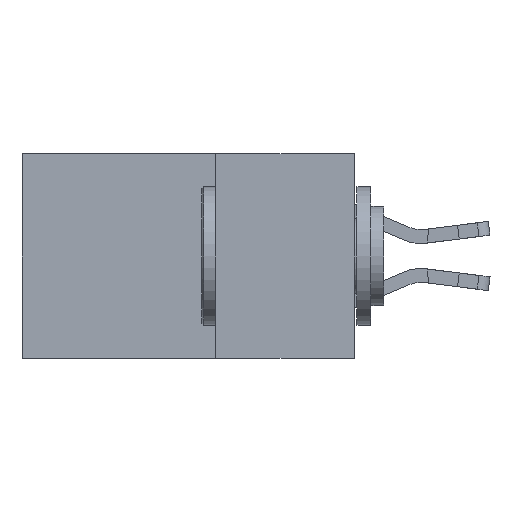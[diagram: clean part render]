
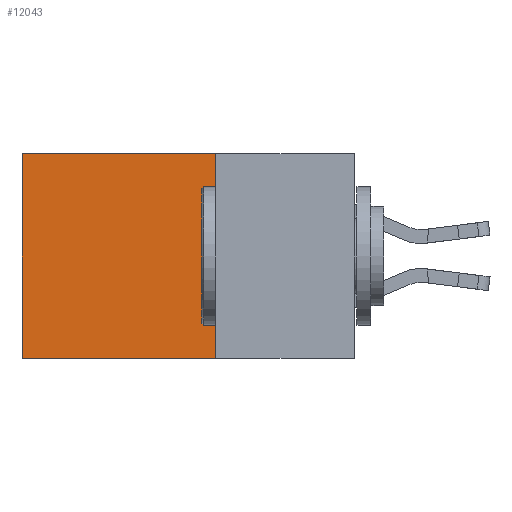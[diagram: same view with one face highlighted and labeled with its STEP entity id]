
A CAD part, left-side view. The second image highlights one B-rep face of the part: STEP entity #12043.
In plain terms, the highlighted planar face has unit normal (-1, 0, 0).
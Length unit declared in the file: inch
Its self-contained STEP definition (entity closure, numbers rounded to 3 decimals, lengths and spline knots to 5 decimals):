
#296 = ORIENTED_EDGE ( 'NONE', *, *, #11424, .F. ) ;
#514 = FACE_OUTER_BOUND ( 'NONE', #2646, .T. ) ;
#522 = CARTESIAN_POINT ( 'NONE',  ( 0.2615, 0.25, 0. ) ) ;
#821 = AXIS2_PLACEMENT_3D ( 'NONE', #8855, #8597, #8505 ) ;
#946 = ORIENTED_EDGE ( 'NONE', *, *, #13575, .F. ) ;
#1524 = EDGE_CURVE ( 'NONE', #6242, #5612, #15511, .T. ) ;
#2078 = DIRECTION ( 'NONE',  ( 0., 0., -1. ) ) ;
#2426 = CARTESIAN_POINT ( 'NONE',  ( 0.2615, 0.6, -0.37 ) ) ;
#2552 = VECTOR ( 'NONE', #11746, 39.37008 ) ;
#2646 = EDGE_LOOP ( 'NONE', ( #4998, #946, #296, #13103 ) ) ;
#2962 = CARTESIAN_POINT ( 'NONE',  ( 0.2615, 0.25, -0.37 ) ) ;
#3001 = DIRECTION ( 'NONE',  ( 0., 0., -1. ) ) ;
#3156 = CARTESIAN_POINT ( 'NONE',  ( 0.2615, 0.25, -0.37 ) ) ;
#3297 = VERTEX_POINT ( 'NONE', #6932 ) ;
#3351 = LINE ( 'NONE', #3156, #5898 ) ;
#3629 = EDGE_CURVE ( 'NONE', #5612, #3297, #8181, .T. ) ;
#4998 = ORIENTED_EDGE ( 'NONE', *, *, #3629, .T. ) ;
#5612 = VERTEX_POINT ( 'NONE', #5706 ) ;
#5706 = CARTESIAN_POINT ( 'NONE',  ( 0.2615, 0.6, 0. ) ) ;
#5895 = VECTOR ( 'NONE', #8282, 39.37008 ) ;
#5898 = VECTOR ( 'NONE', #3001, 39.37008 ) ;
#6242 = VERTEX_POINT ( 'NONE', #522 ) ;
#6932 = CARTESIAN_POINT ( 'NONE',  ( 0.2615, 0.6, -0.37 ) ) ;
#8013 = LINE ( 'NONE', #11573, #2552 ) ;
#8181 = LINE ( 'NONE', #2426, #14618 ) ;
#8282 = DIRECTION ( 'NONE',  ( 0., 1., 0. ) ) ;
#8505 = DIRECTION ( 'NONE',  ( 0., 0., -1. ) ) ;
#8597 = DIRECTION ( 'NONE',  ( 1., 0., 0. ) ) ;
#8771 = PLANE ( 'NONE',  #821 ) ;
#8855 = CARTESIAN_POINT ( 'NONE',  ( 0.2615, 0.25, -0.37 ) ) ;
#11424 = EDGE_CURVE ( 'NONE', #6242, #13007, #3351, .T. ) ;
#11573 = CARTESIAN_POINT ( 'NONE',  ( 0.2615, 0.25, -0.37 ) ) ;
#11746 = DIRECTION ( 'NONE',  ( 0., 1., 0. ) ) ;
#12043 = ADVANCED_FACE ( 'NONE', ( #514 ), #8771, .F. ) ;
#13007 = VERTEX_POINT ( 'NONE', #2962 ) ;
#13103 = ORIENTED_EDGE ( 'NONE', *, *, #1524, .T. ) ;
#13575 = EDGE_CURVE ( 'NONE', #13007, #3297, #8013, .T. ) ;
#13948 = CARTESIAN_POINT ( 'NONE',  ( 0.2615, 0.25, 0. ) ) ;
#14618 = VECTOR ( 'NONE', #2078, 39.37008 ) ;
#15511 = LINE ( 'NONE', #13948, #5895 ) ;
